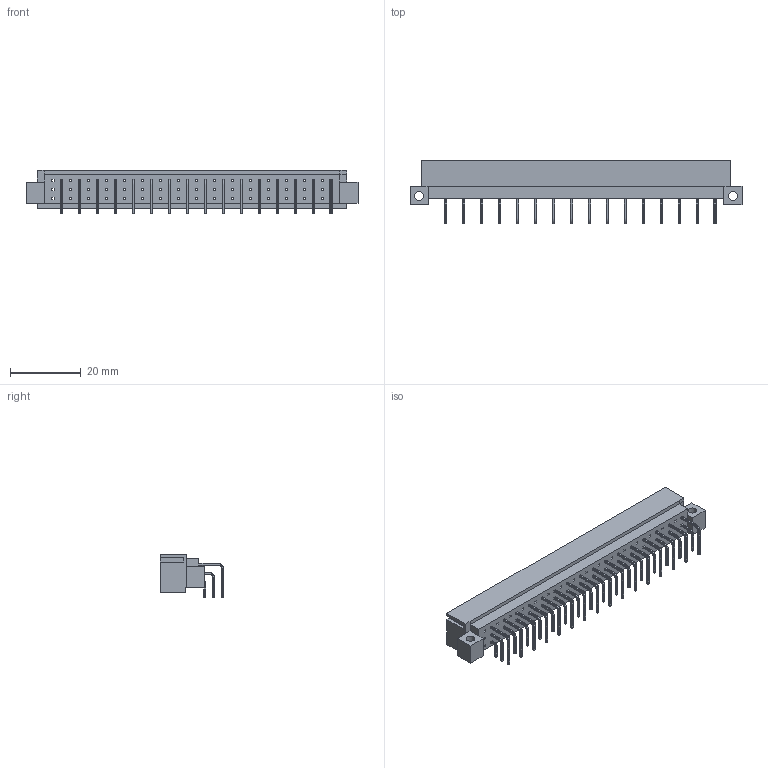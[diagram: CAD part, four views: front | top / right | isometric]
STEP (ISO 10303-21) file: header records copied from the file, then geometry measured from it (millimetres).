
FILE_DESCRIPTION(('FreeCAD Model'),'2;1');
FILE_NAME('Open CASCADE Shape Model','2023-12-28T03:40:52',( 'kicad StepUp'),('ksu MCAD'),'Open CASCADE STEP processor 7.7', 'FreeCAD','Unknown');
FILE_SCHEMA(('AUTOMOTIVE_DESIGN { 1 0 10303 214 1 1 1 1 }'));
Length unit declared in the file: millimetre
Products named in the file (1): DIN41612_C_3xN_Male_Horizontal_THT
Bounding box: 94 x 18.07 x 12.22 mm (x, y, z)
Volume: 5072 mm3; surface area: 8625.7 mm2
Topology: 49 solids, 49 shells, 2204 faces, 4836 edges, 2731 vertices
Faces by surface type: plane 1914, cone 192, cylinder 98
Full cylindrical faces by diameter (mm): 2.5 x2
Entity records: 41497 total; most frequent: ORIENTED_EDGE 7721, CARTESIAN_POINT 6729, EDGE_CURVE 4836, LINE 4433, VERTEX_POINT 2731, AXIS2_PLACEMENT_3D 2527, FACE_BOUND 2401, EDGE_LOOP 2401
